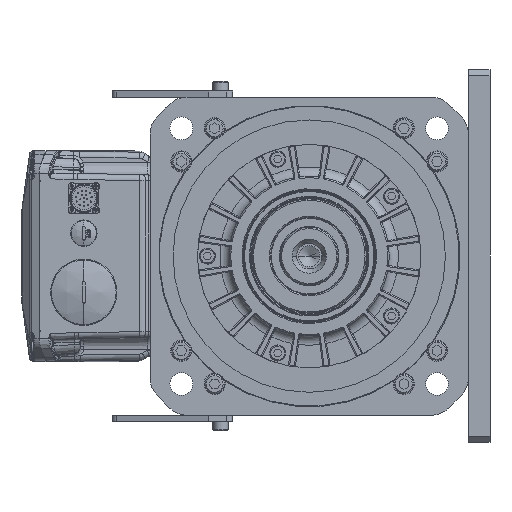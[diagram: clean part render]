
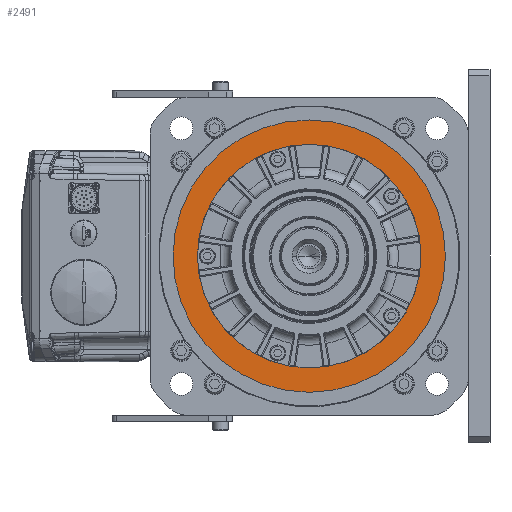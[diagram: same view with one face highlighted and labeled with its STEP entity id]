
A CAD part, left-side view. The second image highlights one B-rep face of the part: STEP entity #2491.
In plain terms, the highlighted planar face has unit normal (-1, 0, 0).
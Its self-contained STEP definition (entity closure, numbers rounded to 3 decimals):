
#964=CARTESIAN_POINT('',(112.02,0.,0.));
#965=DIRECTION('',(-1.,0.,0.));
#966=DIRECTION('',(0.,-1.,0.));
#967=AXIS2_PLACEMENT_3D('',#964,#965,#966);
#973=CARTESIAN_POINT('',(112.02,0.,0.));
#974=DIRECTION('',(1.,0.,0.));
#975=DIRECTION('',(0.,-1.,0.));
#976=AXIS2_PLACEMENT_3D('',#973,#974,#975);
#982=CARTESIAN_POINT('',(112.02,0.,0.));
#983=DIRECTION('',(-1.,0.,0.));
#984=DIRECTION('',(0.,-1.,0.));
#985=AXIS2_PLACEMENT_3D('',#982,#983,#984);
#987=CARTESIAN_POINT('',(112.02,0.,0.));
#988=DIRECTION('',(1.,0.,0.));
#989=DIRECTION('',(0.,-1.,0.));
#990=AXIS2_PLACEMENT_3D('',#987,#988,#989);
#2087=CARTESIAN_POINT('',(112.02,-92.75,0.));
#2089=VERTEX_POINT('',#2087);
#2091=CARTESIAN_POINT('',(112.02,92.75,0.));
#2093=VERTEX_POINT('',#2091);
#2094=CARTESIAN_POINT('',(112.02,-113.,0.));
#2095=CARTESIAN_POINT('',(112.02,113.,0.));
#2096=VERTEX_POINT('',#2094);
#2097=VERTEX_POINT('',#2095);
#2476=CARTESIAN_POINT('',(112.02,0.,0.));
#2477=DIRECTION('',(-1.,0.,0.));
#2478=DIRECTION('',(0.,-1.,0.));
#2479=AXIS2_PLACEMENT_3D('',#2476,#2477,#2478);
#2480=PLANE('',#2479);
#2481=ORIENTED_EDGE('',*,*,#2470,.T.);
#2482=ORIENTED_EDGE('',*,*,#2456,.F.);
#2483=EDGE_LOOP('',(#2481,#2482));
#2484=FACE_OUTER_BOUND('',#2483,.F.);
#2486=ORIENTED_EDGE('',*,*,#2485,.T.);
#2488=ORIENTED_EDGE('',*,*,#2487,.F.);
#2489=EDGE_LOOP('',(#2486,#2488));
#2490=FACE_BOUND('',#2489,.F.);
#2491=ADVANCED_FACE('',(#2484,#2490),#2480,.T.);
#968=CIRCLE('',#967,113.);
#977=CIRCLE('',#976,113.);
#986=CIRCLE('',#985,92.75);
#991=CIRCLE('',#990,92.75);
#2456=EDGE_CURVE('',#2096,#2097,#968,.T.);
#2470=EDGE_CURVE('',#2096,#2097,#977,.T.);
#2485=EDGE_CURVE('',#2089,#2093,#986,.T.);
#2487=EDGE_CURVE('',#2089,#2093,#991,.T.);
